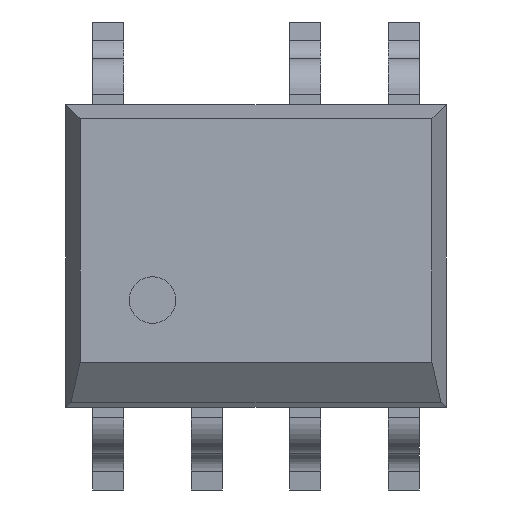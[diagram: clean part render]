
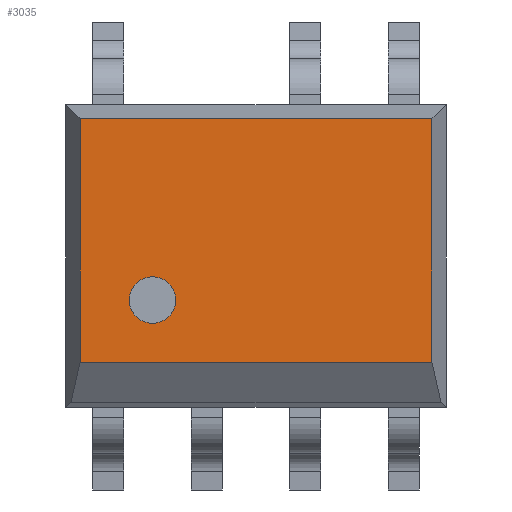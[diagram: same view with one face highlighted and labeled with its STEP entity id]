
A CAD part, front view. The second image highlights one B-rep face of the part: STEP entity #3035.
In plain terms, the highlighted planar face has unit normal (0, -1, 0).
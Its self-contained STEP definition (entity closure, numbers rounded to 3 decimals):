
#86=CIRCLE('',#3326,0.3);
#921=ORIENTED_EDGE('',*,*,#1381,.T.);
#922=ORIENTED_EDGE('',*,*,#1382,.T.);
#923=ORIENTED_EDGE('',*,*,#1383,.T.);
#924=ORIENTED_EDGE('',*,*,#1384,.T.);
#925=ORIENTED_EDGE('',*,*,#1385,.T.);
#1381=EDGE_CURVE('',#1676,#1676,#86,.T.);
#1382=EDGE_CURVE('',#1677,#1678,#2038,.T.);
#1383=EDGE_CURVE('',#1678,#1679,#2039,.T.);
#1384=EDGE_CURVE('',#1679,#1680,#2040,.T.);
#1385=EDGE_CURVE('',#1680,#1677,#2041,.T.);
#1676=VERTEX_POINT('',#4986);
#1677=VERTEX_POINT('',#4988);
#1678=VERTEX_POINT('',#4989);
#1679=VERTEX_POINT('',#4991);
#1680=VERTEX_POINT('',#4993);
#2038=LINE('',#4987,#2409);
#2039=LINE('',#4990,#2410);
#2040=LINE('',#4992,#2411);
#2041=LINE('',#4994,#2412);
#2409=VECTOR('',#4106,1000.);
#2410=VECTOR('',#4107,1000.);
#2411=VECTOR('',#4108,1000.);
#2412=VECTOR('',#4109,1000.);
#2577=EDGE_LOOP('',(#921));
#2578=EDGE_LOOP('',(#922,#923,#924,#925));
#2740=FACE_BOUND('',#2577,.T.);
#2741=FACE_BOUND('',#2578,.T.);
#2875=PLANE('',#3325);
#3035=ADVANCED_FACE('',(#2740,#2741),#2875,.T.);
#3325=AXIS2_PLACEMENT_3D('',#4984,#4102,#4103);
#3326=AXIS2_PLACEMENT_3D('',#4985,#4104,#4105);
#4102=DIRECTION('',(0.,-1.,0.));
#4103=DIRECTION('',(0.,0.,-1.));
#4104=DIRECTION('',(0.,1.,0.));
#4105=DIRECTION('',(-1.,0.,0.));
#4106=DIRECTION('',(0.,0.,1.));
#4107=DIRECTION('',(-1.,0.,0.));
#4108=DIRECTION('',(0.,0.,-1.));
#4109=DIRECTION('',(1.,0.,0.));
#4984=CARTESIAN_POINT('',(0.,-1.45,0.));
#4985=CARTESIAN_POINT('',(1.334,-1.45,0.568));
#4986=CARTESIAN_POINT('',(1.034,-1.45,0.568));
#4987=CARTESIAN_POINT('',(2.267,-1.45,1.95));
#4988=CARTESIAN_POINT('',(2.267,-1.45,-1.767));
#4989=CARTESIAN_POINT('',(2.267,-1.45,1.367));
#4990=CARTESIAN_POINT('',(0.,-1.45,1.367));
#4991=CARTESIAN_POINT('',(-2.267,-1.45,1.367));
#4992=CARTESIAN_POINT('',(-2.267,-1.45,-1.95));
#4993=CARTESIAN_POINT('',(-2.267,-1.45,-1.767));
#4994=CARTESIAN_POINT('',(2.45,-1.45,-1.767));
